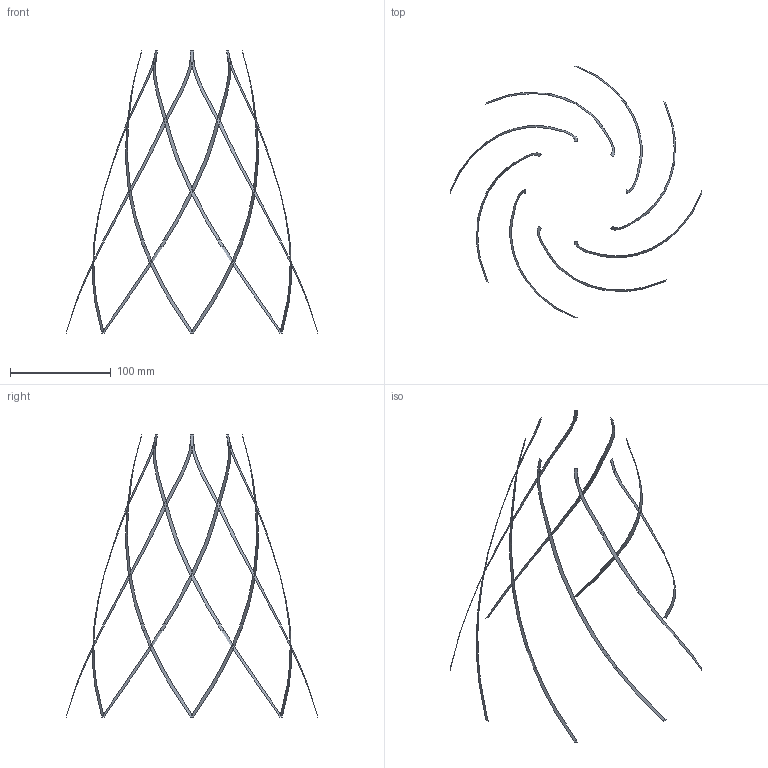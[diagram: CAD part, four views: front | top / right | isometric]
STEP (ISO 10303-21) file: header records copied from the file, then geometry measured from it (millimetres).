
FILE_DESCRIPTION(('CATIA V5 STEP Exchange'),'2;1');
FILE_NAME('Cone_H2.stp','2021-11-26T10:10:27+00:00',('none'),('none'),'CATIA Version 5 Release 21 GA (IN-10)','CATIA V5 STEP AP203','none');
FILE_SCHEMA(('CONFIG_CONTROL_DESIGN'));
Length unit declared in the file: millimetre
Products named in the file (1): Cone_Flat
Bounding box: 249.97 x 249.97 x 280 mm (x, y, z)
Surface area: 8297.8 mm2 (no closed solid volume)
Topology: 0 solids, 8 shells, 118 faces, 334 edges, 224 vertices
Faces by surface type: bspline 118
Entity records: 12176 total; most frequent: CARTESIAN_POINT 10281, ORIENTED_EDGE 468, B_SPLINE_CURVE_WITH_KNOTS 334, EDGE_CURVE 334, VERTEX_POINT 224, ADVANCED_FACE 118, B_SPLINE_SURFACE_WITH_KNOTS 118, EDGE_LOOP 118
